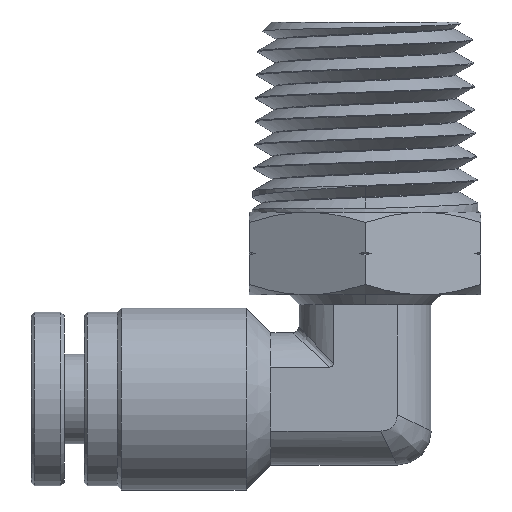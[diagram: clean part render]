
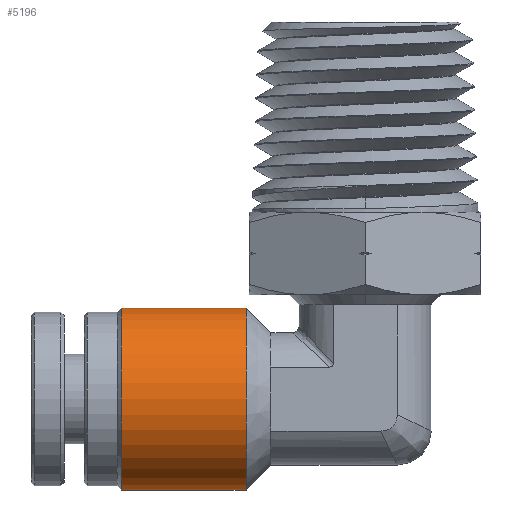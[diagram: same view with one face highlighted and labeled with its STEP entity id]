
A CAD part, left-side view. The second image highlights one B-rep face of the part: STEP entity #5196.
In plain terms, the highlighted cylindrical face has radius 5.5 mm (diameter 11 mm), a partial arc.
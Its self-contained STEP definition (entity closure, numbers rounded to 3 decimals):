
#580 = DIRECTION ( 'NONE',  ( 0., -1., 0. ) ) ;
#1454 = DIRECTION ( 'NONE',  ( 0., 0., 1. ) ) ;
#1551 = CARTESIAN_POINT ( 'NONE',  ( 0., 7.53, 5.5 ) ) ;
#1610 = ORIENTED_EDGE ( 'NONE', *, *, #19226, .T. ) ;
#1655 = DIRECTION ( 'NONE',  ( 0., -1., 0. ) ) ;
#4959 = CIRCLE ( 'NONE', #8068, 5.5 ) ;
#5196 = ADVANCED_FACE ( 'NONE', ( #17623 ), #5266, .T. ) ;
#5266 = CYLINDRICAL_SURFACE ( 'NONE', #13155, 5.5 ) ;
#5954 = DIRECTION ( 'NONE',  ( 0., -1., 0. ) ) ;
#6500 = ORIENTED_EDGE ( 'NONE', *, *, #13075, .T. ) ;
#8068 = AXIS2_PLACEMENT_3D ( 'NONE', #25284, #13310, #1454 ) ;
#9060 = EDGE_CURVE ( 'NONE', #25569, #22263, #25087, .T. ) ;
#9643 = DIRECTION ( 'NONE',  ( 0., -1., 0. ) ) ;
#10701 = VERTEX_POINT ( 'NONE', #18163 ) ;
#11328 = CARTESIAN_POINT ( 'NONE',  ( 0., 7.53, -5.5 ) ) ;
#13075 = EDGE_CURVE ( 'NONE', #25569, #19857, #23953, .T. ) ;
#13155 = AXIS2_PLACEMENT_3D ( 'NONE', #15749, #9643, #23842 ) ;
#13310 = DIRECTION ( 'NONE',  ( 0., 1., 0. ) ) ;
#14112 = EDGE_LOOP ( 'NONE', ( #21675, #6500, #22870, #1610 ) ) ;
#15749 = CARTESIAN_POINT ( 'NONE',  ( 0., 9.78, 0. ) ) ;
#16001 = EDGE_CURVE ( 'NONE', #19857, #10701, #24846, .T. ) ;
#16306 = CARTESIAN_POINT ( 'NONE',  ( 0., 9.78, -5.5 ) ) ;
#16398 = AXIS2_PLACEMENT_3D ( 'NONE', #17769, #5954, #19763 ) ;
#17623 = FACE_OUTER_BOUND ( 'NONE', #14112, .T. ) ;
#17769 = CARTESIAN_POINT ( 'NONE',  ( 0., 7.53, 0. ) ) ;
#18163 = CARTESIAN_POINT ( 'NONE',  ( 0., -0.02, -5.5 ) ) ;
#18811 = VECTOR ( 'NONE', #580, 1000. ) ;
#19226 = EDGE_CURVE ( 'NONE', #10701, #22263, #4959, .T. ) ;
#19763 = DIRECTION ( 'NONE',  ( 0., 0., 1. ) ) ;
#19857 = VERTEX_POINT ( 'NONE', #11328 ) ;
#21395 = CARTESIAN_POINT ( 'NONE',  ( 0., 9.78, 5.5 ) ) ;
#21675 = ORIENTED_EDGE ( 'NONE', *, *, #9060, .F. ) ;
#22263 = VERTEX_POINT ( 'NONE', #24721 ) ;
#22870 = ORIENTED_EDGE ( 'NONE', *, *, #16001, .T. ) ;
#23842 = DIRECTION ( 'NONE',  ( 0., 0., -1. ) ) ;
#23953 = CIRCLE ( 'NONE', #16398, 5.5 ) ;
#24721 = CARTESIAN_POINT ( 'NONE',  ( 0., -0.02, 5.5 ) ) ;
#24846 = LINE ( 'NONE', #16306, #18811 ) ;
#25087 = LINE ( 'NONE', #21395, #25737 ) ;
#25284 = CARTESIAN_POINT ( 'NONE',  ( 0., -0.02, 0. ) ) ;
#25569 = VERTEX_POINT ( 'NONE', #1551 ) ;
#25737 = VECTOR ( 'NONE', #1655, 1000. ) ;
